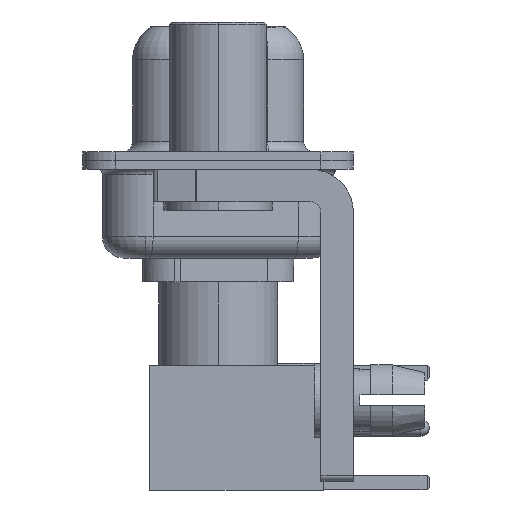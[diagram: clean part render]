
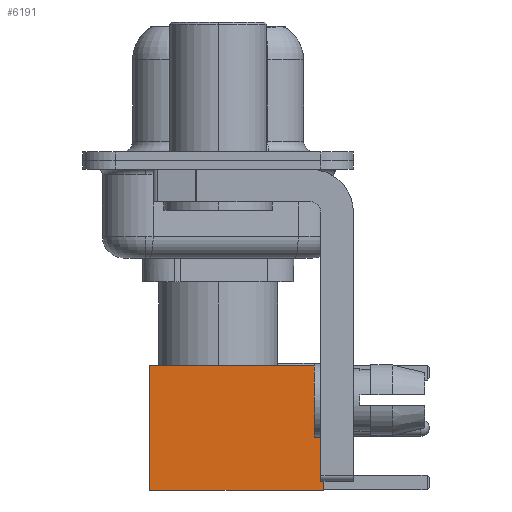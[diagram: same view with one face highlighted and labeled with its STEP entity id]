
A CAD part, left-side view. The second image highlights one B-rep face of the part: STEP entity #6191.
In plain terms, the highlighted face is planar.
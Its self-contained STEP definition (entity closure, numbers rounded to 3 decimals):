
#1153 = VECTOR ( 'NONE', #12943, 1000. ) ;
#1850 = EDGE_CURVE ( 'NONE', #24293, #18124, #17739, .T. ) ;
#2381 = EDGE_CURVE ( 'NONE', #5073, #18124, #13863, .T. ) ;
#3178 = EDGE_LOOP ( 'NONE', ( #25931, #15961, #11163, #12280 ) ) ;
#5073 = VERTEX_POINT ( 'NONE', #9612 ) ;
#5324 = EDGE_CURVE ( 'NONE', #14335, #24293, #24558, .T. ) ;
#5406 = LINE ( 'NONE', #10767, #1153 ) ;
#6191 = ADVANCED_FACE ( 'NONE', ( #17321 ), #25581, .T. ) ;
#6968 = DIRECTION ( 'NONE',  ( 0., 1., 0. ) ) ;
#9312 = VECTOR ( 'NONE', #16048, 1000. ) ;
#9425 = CARTESIAN_POINT ( 'NONE',  ( -2.875, 2.875, 0. ) ) ;
#9612 = CARTESIAN_POINT ( 'NONE',  ( 2.875, 2.875, 0. ) ) ;
#9853 = DIRECTION ( 'NONE',  ( 0., 0., -1. ) ) ;
#10156 = DIRECTION ( 'NONE',  ( -1., 0., 0. ) ) ;
#10274 = CARTESIAN_POINT ( 'NONE',  ( 2.875, 2.875, 8. ) ) ;
#10767 = CARTESIAN_POINT ( 'NONE',  ( 2.875, 2.875, 0. ) ) ;
#11163 = ORIENTED_EDGE ( 'NONE', *, *, #1850, .F. ) ;
#11185 = CARTESIAN_POINT ( 'NONE',  ( 2.875, 2.875, 0. ) ) ;
#12280 = ORIENTED_EDGE ( 'NONE', *, *, #5324, .F. ) ;
#12943 = DIRECTION ( 'NONE',  ( 0., 0., -1. ) ) ;
#13243 = DIRECTION ( 'NONE',  ( 0., 0., 1. ) ) ;
#13863 = LINE ( 'NONE', #26355, #9312 ) ;
#14335 = VERTEX_POINT ( 'NONE', #10274 ) ;
#14849 = AXIS2_PLACEMENT_3D ( 'NONE', #11185, #6968, #13243 ) ;
#15961 = ORIENTED_EDGE ( 'NONE', *, *, #2381, .T. ) ;
#16048 = DIRECTION ( 'NONE',  ( -1., 0., 0. ) ) ;
#16415 = CARTESIAN_POINT ( 'NONE',  ( 0., 2.875, 8. ) ) ;
#17222 = EDGE_CURVE ( 'NONE', #14335, #5073, #5406, .T. ) ;
#17321 = FACE_OUTER_BOUND ( 'NONE', #3178, .T. ) ;
#17739 = LINE ( 'NONE', #22093, #23089 ) ;
#18124 = VERTEX_POINT ( 'NONE', #9425 ) ;
#20438 = VECTOR ( 'NONE', #10156, 1000. ) ;
#22093 = CARTESIAN_POINT ( 'NONE',  ( -2.875, 2.875, 0. ) ) ;
#23089 = VECTOR ( 'NONE', #9853, 1000. ) ;
#24293 = VERTEX_POINT ( 'NONE', #25043 ) ;
#24558 = LINE ( 'NONE', #16415, #20438 ) ;
#25043 = CARTESIAN_POINT ( 'NONE',  ( -2.875, 2.875, 8. ) ) ;
#25581 = PLANE ( 'NONE',  #14849 ) ;
#25931 = ORIENTED_EDGE ( 'NONE', *, *, #17222, .T. ) ;
#26355 = CARTESIAN_POINT ( 'NONE',  ( 0., 2.875, 0. ) ) ;
